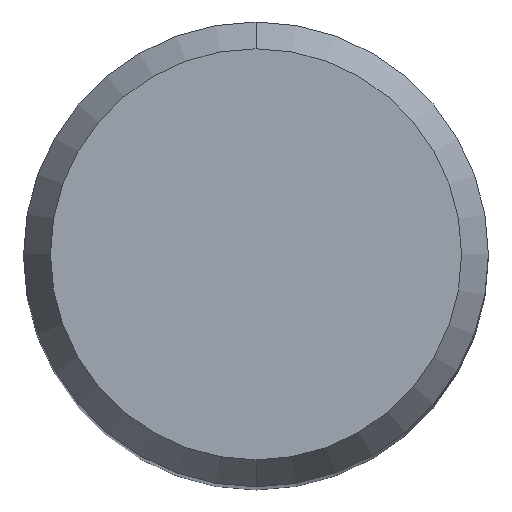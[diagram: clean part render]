
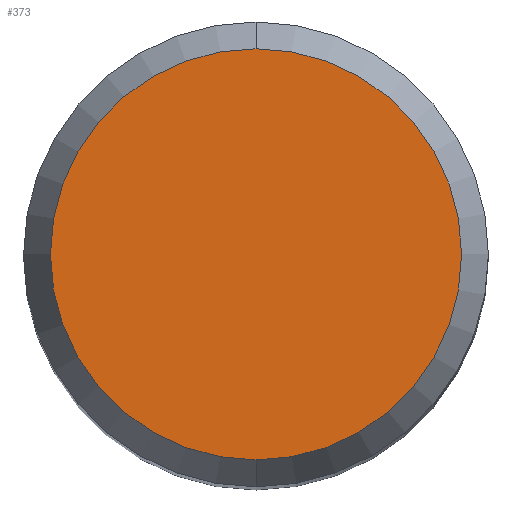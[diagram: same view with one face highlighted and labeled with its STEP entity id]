
A CAD part, top view. The second image highlights one B-rep face of the part: STEP entity #373.
In plain terms, the highlighted planar face has unit normal (0, 0, 1).
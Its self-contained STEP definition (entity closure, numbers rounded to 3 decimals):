
#321=EDGE_CURVE('',#405,#325,#697,.T.);
#323=EDGE_CURVE('',#325,#405,#699,.T.);
#325=VERTEX_POINT('',#701);
#373=ADVANCED_FACE('',(#753),#754,.T.);
#405=VERTEX_POINT('',#790);
#697=CIRCLE('',#1208,4.423);
#699=CIRCLE('',#1211,4.423);
#701=CARTESIAN_POINT('',(0.,-4.423,0.0));
#753=FACE_OUTER_BOUND('',#1343,.T.);
#754=PLANE('',#1344);
#790=CARTESIAN_POINT('',(0.0,4.423,0.0));
#1208=AXIS2_PLACEMENT_3D('',#1843,#1844,#1845);
#1211=AXIS2_PLACEMENT_3D('',#1846,#1847,#1848);
#1343=EDGE_LOOP('',(#1896,#1897));
#1344=AXIS2_PLACEMENT_3D('',#1898,#1899,#1900);
#1843=CARTESIAN_POINT('',(0.0,0.0,0.0));
#1844=DIRECTION('',(0.0,0.0,-1.0));
#1845=DIRECTION('',(0.0,1.0,0.0));
#1846=CARTESIAN_POINT('',(0.0,0.0,0.0));
#1847=DIRECTION('',(0.0,0.0,-1.0));
#1848=DIRECTION('',(0.0,1.0,0.0));
#1896=ORIENTED_EDGE('',*,*,#321,.F.);
#1897=ORIENTED_EDGE('',*,*,#323,.F.);
#1898=CARTESIAN_POINT('',(0.0,2.211,0.0));
#1899=DIRECTION('',(-0.0,0.0,1.0));
#1900=DIRECTION('',(0.0,-1.0,0.0));
